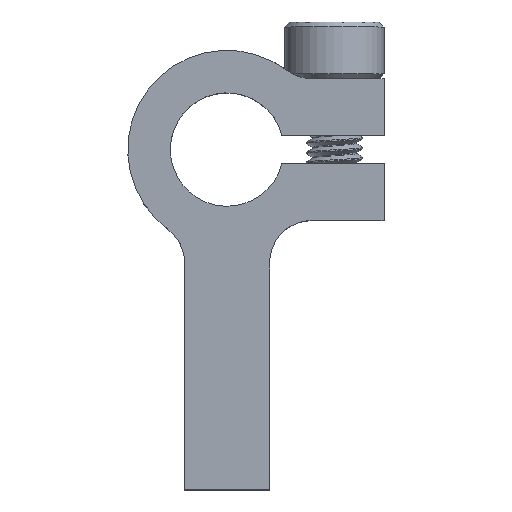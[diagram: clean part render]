
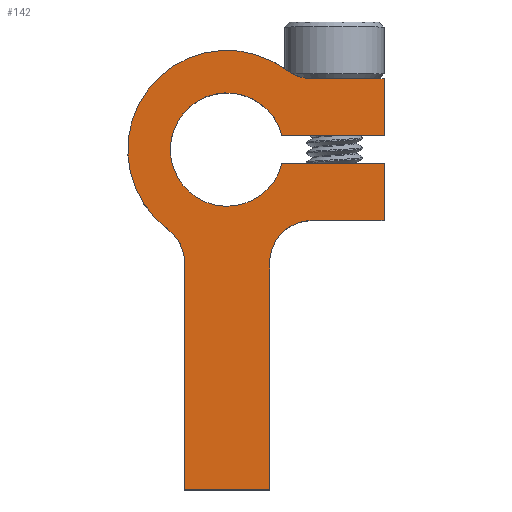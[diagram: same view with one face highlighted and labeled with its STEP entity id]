
A CAD part, top view. The second image highlights one B-rep face of the part: STEP entity #142.
In plain terms, the highlighted planar face has unit normal (0, 0, 1).
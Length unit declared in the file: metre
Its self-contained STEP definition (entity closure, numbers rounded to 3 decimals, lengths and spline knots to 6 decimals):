
#142 = ADVANCED_FACE( '', ( #300 ), #301, .T. );
#300 = FACE_OUTER_BOUND( '', #489, .T. );
#301 = PLANE( '', #490 );
#489 = EDGE_LOOP( '', ( #2445, #2446, #2447, #2448, #2449, #2450, #2451, #2452, #2453, #2454, #2455, #2456, #2457, #2458 ) );
#490 = AXIS2_PLACEMENT_3D( '', #2459, #2460, #2461 );
#2445 = ORIENTED_EDGE( '', *, *, #2848, .F. );
#2446 = ORIENTED_EDGE( '', *, *, #2834, .T. );
#2447 = ORIENTED_EDGE( '', *, *, #2842, .F. );
#2448 = ORIENTED_EDGE( '', *, *, #2849, .F. );
#2449 = ORIENTED_EDGE( '', *, *, #2850, .T. );
#2450 = ORIENTED_EDGE( '', *, *, #2851, .T. );
#2451 = ORIENTED_EDGE( '', *, *, #2826, .F. );
#2452 = ORIENTED_EDGE( '', *, *, #2852, .T. );
#2453 = ORIENTED_EDGE( '', *, *, #2853, .T. );
#2454 = ORIENTED_EDGE( '', *, *, #2854, .F. );
#2455 = ORIENTED_EDGE( '', *, *, #2855, .F. );
#2456 = ORIENTED_EDGE( '', *, *, #2856, .T. );
#2457 = ORIENTED_EDGE( '', *, *, #2845, .T. );
#2458 = ORIENTED_EDGE( '', *, *, #2816, .T. );
#2459 = CARTESIAN_POINT( '', ( 0., 0., 0.008 ) );
#2460 = DIRECTION( '', ( 0., 0., 1. ) );
#2461 = DIRECTION( '', ( 0., -1., 0. ) );
#2816 = EDGE_CURVE( '', #3007, #3008, #3009, .T. );
#2826 = EDGE_CURVE( '', #3025, #3027, #3028, .T. );
#2834 = EDGE_CURVE( '', #3042, #3040, #3043, .T. );
#2842 = EDGE_CURVE( '', #3053, #3040, #3055, .T. );
#2845 = EDGE_CURVE( '', #3059, #3007, #3060, .T. );
#2848 = EDGE_CURVE( '', #3042, #3008, #3063, .T. );
#2849 = EDGE_CURVE( '', #3064, #3053, #3065, .T. );
#2850 = EDGE_CURVE( '', #3064, #3066, #3067, .T. );
#2851 = EDGE_CURVE( '', #3066, #3027, #3068, .T. );
#2852 = EDGE_CURVE( '', #3025, #3069, #3070, .T. );
#2853 = EDGE_CURVE( '', #3069, #3071, #3072, .T. );
#2854 = EDGE_CURVE( '', #3073, #3071, #3074, .T. );
#2855 = EDGE_CURVE( '', #3075, #3073, #3076, .T. );
#2856 = EDGE_CURVE( '', #3075, #3059, #3077, .T. );
#3007 = VERTEX_POINT( '', #3494 );
#3008 = VERTEX_POINT( '', #3495 );
#3009 = LINE( '', #3496, #3497 );
#3025 = VERTEX_POINT( '', #3523 );
#3027 = VERTEX_POINT( '', #3526 );
#3028 = CIRCLE( '', #3527, 0.003 );
#3040 = VERTEX_POINT( '', #3550 );
#3042 = VERTEX_POINT( '', #3553 );
#3043 = CIRCLE( '', #3554, 0.007 );
#3053 = VERTEX_POINT( '', #3574 );
#3055 = CIRCLE( '', #3577, 0.003 );
#3059 = VERTEX_POINT( '', #3582 );
#3060 = LINE( '', #3583, #3584 );
#3063 = CIRCLE( '', #3588, 0.003 );
#3064 = VERTEX_POINT( '', #3589 );
#3065 = LINE( '', #3590, #3591 );
#3066 = VERTEX_POINT( '', #3592 );
#3067 = LINE( '', #3593, #3594 );
#3068 = LINE( '', #3595, #3596 );
#3069 = VERTEX_POINT( '', #3597 );
#3070 = LINE( '', #3598, #3599 );
#3071 = VERTEX_POINT( '', #3600 );
#3072 = LINE( '', #3601, #3602 );
#3073 = VERTEX_POINT( '', #3603 );
#3074 = LINE( '', #3604, #3605 );
#3075 = VERTEX_POINT( '', #3606 );
#3076 = CIRCLE( '', #3607, 0.004 );
#3077 = LINE( '', #3608, #3609 );
#3494 = CARTESIAN_POINT( '', ( 0.011073, 0.005, 0.008 ) );
#3495 = CARTESIAN_POINT( '', ( 0.006, 0.005, 0.008 ) );
#3496 = CARTESIAN_POINT( '', ( 0.011073, 0.005, 0.008 ) );
#3497 = VECTOR( '', #5273, 1. );
#3523 = CARTESIAN_POINT( '', ( 0.006, -0.005, 0.008 ) );
#3526 = CARTESIAN_POINT( '', ( 0.003, -0.008, 0.008 ) );
#3527 = AXIS2_PLACEMENT_3D( '', #5283, #5284, #5285 );
#3550 = CARTESIAN_POINT( '', ( -0.0042, -0.0056, 0.008 ) );
#3553 = CARTESIAN_POINT( '', ( 0.0042, 0.0056, 0.008 ) );
#3554 = AXIS2_PLACEMENT_3D( '', #5295, #5296, #5297 );
#3574 = CARTESIAN_POINT( '', ( -0.003, -0.008, 0.008 ) );
#3577 = AXIS2_PLACEMENT_3D( '', #5306, #5307, #5308 );
#3582 = CARTESIAN_POINT( '', ( 0.011073, 0.001, 0.008 ) );
#3583 = CARTESIAN_POINT( '', ( 0.011073, 0.001, 0.008 ) );
#3584 = VECTOR( '', #5310, 1. );
#3588 = AXIS2_PLACEMENT_3D( '', #5312, #5313, #5314 );
#3589 = CARTESIAN_POINT( '', ( -0.003, -0.024, 0.008 ) );
#3590 = CARTESIAN_POINT( '', ( -0.003, 0., 0.008 ) );
#3591 = VECTOR( '', #5315, 1. );
#3592 = CARTESIAN_POINT( '', ( 0.003, -0.024, 0.008 ) );
#3593 = CARTESIAN_POINT( '', ( 0., -0.024, 0.008 ) );
#3594 = VECTOR( '', #5316, 1. );
#3595 = CARTESIAN_POINT( '', ( 0.003, 0., 0.008 ) );
#3596 = VECTOR( '', #5317, 1. );
#3597 = CARTESIAN_POINT( '', ( 0.011073, -0.005, 0.008 ) );
#3598 = CARTESIAN_POINT( '', ( 0.011073, -0.005, 0.008 ) );
#3599 = VECTOR( '', #5318, 1. );
#3600 = CARTESIAN_POINT( '', ( 0.011073, -0.001, 0.008 ) );
#3601 = CARTESIAN_POINT( '', ( 0.011073, -0.001, 0.008 ) );
#3602 = VECTOR( '', #5319, 1. );
#3603 = CARTESIAN_POINT( '', ( 0.003873, -0.001, 0.008 ) );
#3604 = CARTESIAN_POINT( '', ( 0., -0.001, 0.008 ) );
#3605 = VECTOR( '', #5320, 1. );
#3606 = CARTESIAN_POINT( '', ( 0.003873, 0.001, 0.008 ) );
#3607 = AXIS2_PLACEMENT_3D( '', #5321, #5322, #5323 );
#3608 = CARTESIAN_POINT( '', ( 0., 0.001, 0.008 ) );
#3609 = VECTOR( '', #5324, 1. );
#5273 = DIRECTION( '', ( -1., 0., 0. ) );
#5283 = CARTESIAN_POINT( '', ( 0.006, -0.008, 0.008 ) );
#5284 = DIRECTION( '', ( 0., 0., 1. ) );
#5285 = DIRECTION( '', ( 0., -1., 0. ) );
#5295 = CARTESIAN_POINT( '', ( 0., 0., 0.008 ) );
#5296 = DIRECTION( '', ( 0., 0., 1. ) );
#5297 = DIRECTION( '', ( 0., -1., 0. ) );
#5306 = CARTESIAN_POINT( '', ( -0.006, -0.008, 0.008 ) );
#5307 = DIRECTION( '', ( 0., 0., 1. ) );
#5308 = DIRECTION( '', ( 0., -1., 0. ) );
#5310 = DIRECTION( '', ( 0., 1., 0. ) );
#5312 = CARTESIAN_POINT( '', ( 0.006, 0.008, 0.008 ) );
#5313 = DIRECTION( '', ( 0., 0., 1. ) );
#5314 = DIRECTION( '', ( 0., -1., 0. ) );
#5315 = DIRECTION( '', ( 0., 1., 0. ) );
#5316 = DIRECTION( '', ( 1., 0., 0. ) );
#5317 = DIRECTION( '', ( 0., 1., 0. ) );
#5318 = DIRECTION( '', ( 1., 0., 0. ) );
#5319 = DIRECTION( '', ( 0., 1., 0. ) );
#5320 = DIRECTION( '', ( 1., 0., 0. ) );
#5321 = CARTESIAN_POINT( '', ( 0., 0., 0.008 ) );
#5322 = DIRECTION( '', ( 0., 0., 1. ) );
#5323 = DIRECTION( '', ( 0., -1., 0. ) );
#5324 = DIRECTION( '', ( 1., 0., 0. ) );
